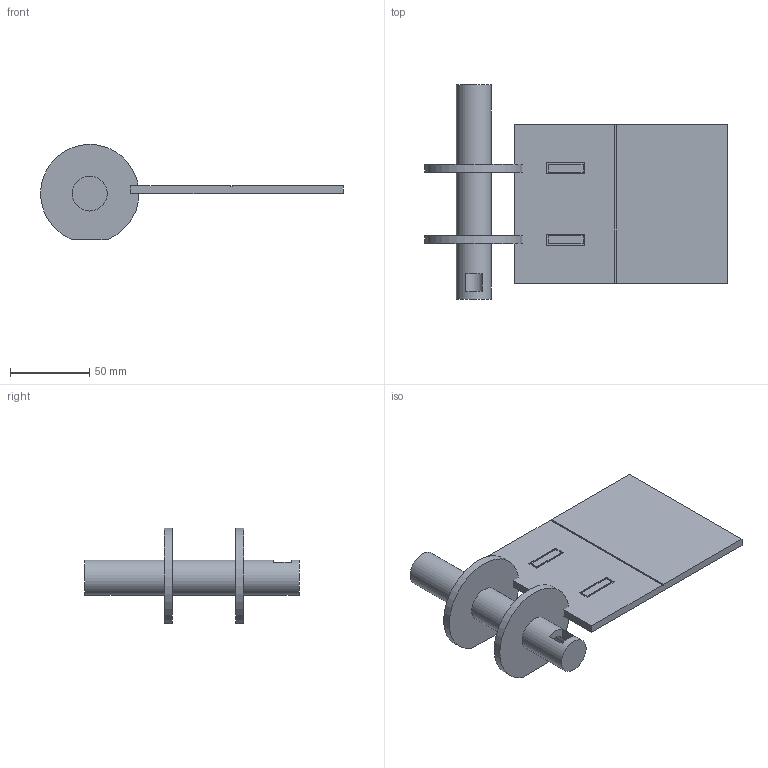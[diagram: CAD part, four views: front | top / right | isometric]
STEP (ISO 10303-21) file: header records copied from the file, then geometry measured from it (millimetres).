
FILE_DESCRIPTION(('FreeCAD Model'),'2;1');
FILE_NAME('Open CASCADE Shape Model','2025-06-20T14:29:04',(''),(''), 'Open CASCADE STEP processor 7.8','FreeCAD','Unknown');
FILE_SCHEMA(('AUTOMOTIVE_DESIGN { 1 0 10303 214 1 1 1 1 }'));
Length unit declared in the file: millimetre
Products named in the file (3): rail; base
Assembly tree (2 placements, depth 2):
  rail
    base
    rail
Bounding box: 190.88 x 135 x 60 mm (x, y, z)
Volume: 128933.6 mm3; surface area: 56035.3 mm2
Topology: 2 solids, 2 shells, 48 faces, 113 edges, 77 vertices
Faces by surface type: plane 42, cylinder 6
Full cylindrical faces by diameter (mm): 12 x1, 22 x3
Entity records: 1446 total; most frequent: CARTESIAN_POINT 243, DIRECTION 234, ORIENTED_EDGE 226, EDGE_CURVE 113, LINE 90, VECTOR 90, VERTEX_POINT 77, AXIS2_PLACEMENT_3D 72
